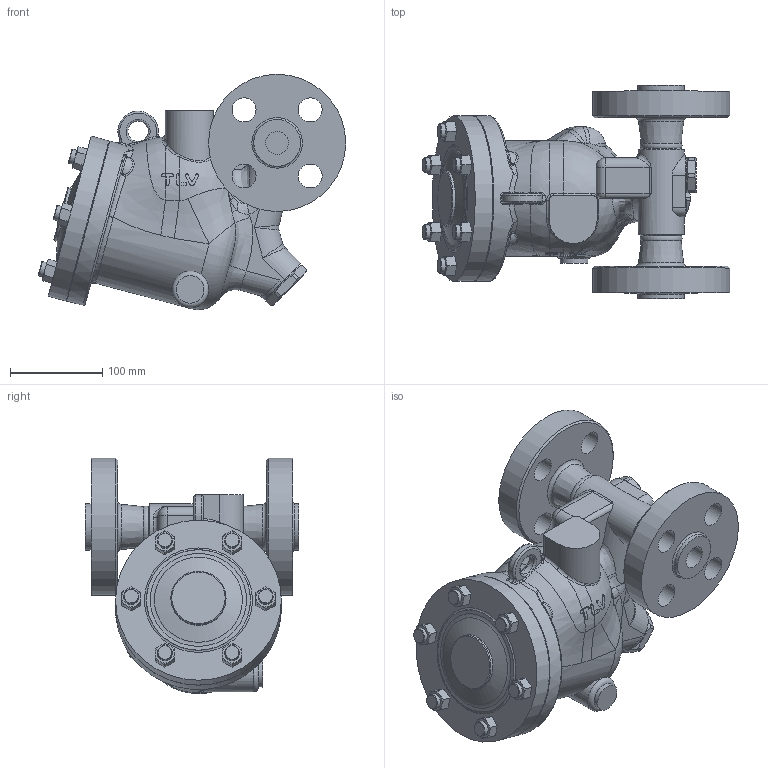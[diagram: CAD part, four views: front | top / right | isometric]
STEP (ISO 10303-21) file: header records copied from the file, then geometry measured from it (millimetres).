
FILE_DESCRIPTION((''),'2;1');
FILE_NAME('sh6nl-025-a0900-00.stp','2014-04-24T14:08:07',('nakaot'),(''),'Autodesk Inventor 2012','Autodesk Inventor 2012','');
FILE_SCHEMA(('AUTOMOTIVE_DESIGN { 1 0 10303 214 1 1 1 1 }'));
Length unit declared in the file: millimetre
Products named in the file (1): sh6nl-025-a0900-00
Bounding box: 333.92 x 232 x 255.63 mm (x, y, z)
Volume: 5252614.9 mm3; surface area: 354467.9 mm2
Topology: 1 solids, 3 shells, 428 faces, 1054 edges, 644 vertices
Faces by surface type: plane 136, cylinder 102, bspline 89, cone 66, torus 24, sphere 11
Full cylindrical faces by diameter (mm): 11.835 x6, 16 x12, 22 x1, 25 x2, 26 x8, 30 x1, 38 x1, 40 x1, 49.5 x1, 50 x1, 50.8 x2, 60 x1, 100 x1, 149 x2, 180 x2
Entity records: 16025 total; most frequent: CARTESIAN_POINT 7152, ORIENTED_EDGE 1884, DIRECTION 1653, EDGE_CURVE 942, AXIS2_PLACEMENT_3D 708, VERTEX_POINT 616, EDGE_LOOP 554, FACE_OUTER_BOUND 428
